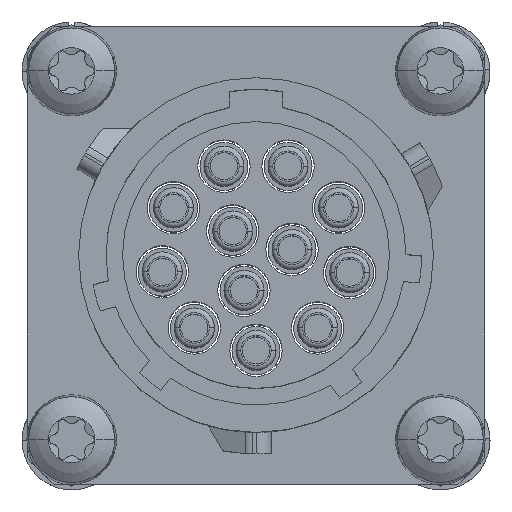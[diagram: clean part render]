
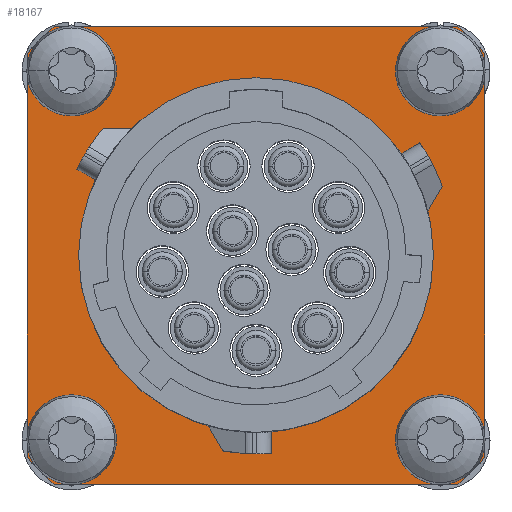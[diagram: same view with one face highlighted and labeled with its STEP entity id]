
A CAD part, top view. The second image highlights one B-rep face of the part: STEP entity #18167.
In plain terms, the highlighted planar face has unit normal (0, 0, 1).
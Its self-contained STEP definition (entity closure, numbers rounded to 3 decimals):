
#16086=CARTESIAN_POINT('',(-9.955,11.505,21.6));
#16087=VERTEX_POINT('',#16086);
#16103=CARTESIAN_POINT('',(-13.055,11.505,21.6));
#16104=VERTEX_POINT('',#16103);
#16111=CARTESIAN_POINT('',(-11.505,11.505,21.6));
#16112=DIRECTION('',(0.0,0.0,1.0));
#16113=DIRECTION('',(-1.0,0.0,0.0));
#16114=AXIS2_PLACEMENT_3D('',#16111,#16112,#16113);
#16115=CIRCLE('',#16114,1.55);
#16116=EDGE_CURVE('',#16104,#16087,#16115,.T.);
#16128=CARTESIAN_POINT('',(-9.955,-11.505,21.6));
#16129=VERTEX_POINT('',#16128);
#16145=CARTESIAN_POINT('',(-13.055,-11.505,21.6));
#16146=VERTEX_POINT('',#16145);
#16153=CARTESIAN_POINT('',(-11.505,-11.505,21.6));
#16154=DIRECTION('',(0.0,0.0,1.0));
#16155=DIRECTION('',(-1.0,0.0,0.0));
#16156=AXIS2_PLACEMENT_3D('',#16153,#16154,#16155);
#16157=CIRCLE('',#16156,1.55);
#16158=EDGE_CURVE('',#16146,#16129,#16157,.T.);
#16170=CARTESIAN_POINT('',(13.055,-11.505,21.6));
#16171=VERTEX_POINT('',#16170);
#16187=CARTESIAN_POINT('',(9.955,-11.505,21.6));
#16188=VERTEX_POINT('',#16187);
#16195=CARTESIAN_POINT('',(11.505,-11.505,21.6));
#16196=DIRECTION('',(0.0,0.0,1.0));
#16197=DIRECTION('',(-1.0,0.0,0.0));
#16198=AXIS2_PLACEMENT_3D('',#16195,#16196,#16197);
#16199=CIRCLE('',#16198,1.55);
#16200=EDGE_CURVE('',#16188,#16171,#16199,.T.);
#16212=CARTESIAN_POINT('',(13.055,11.505,21.6));
#16213=VERTEX_POINT('',#16212);
#16229=CARTESIAN_POINT('',(9.955,11.505,21.6));
#16230=VERTEX_POINT('',#16229);
#16237=CARTESIAN_POINT('',(11.505,11.505,21.6));
#16238=DIRECTION('',(0.0,0.0,1.0));
#16239=DIRECTION('',(-1.0,0.0,0.0));
#16240=AXIS2_PLACEMENT_3D('',#16237,#16238,#16239);
#16241=CIRCLE('',#16240,1.55);
#16242=EDGE_CURVE('',#16230,#16213,#16241,.T.);
#17119=CARTESIAN_POINT('',(-11.07,0.,21.6));
#17120=VERTEX_POINT('',#17119);
#17129=CARTESIAN_POINT('',(11.07,0.,21.6));
#17130=VERTEX_POINT('',#17129);
#17131=CARTESIAN_POINT('',(0.,0.,21.6));
#17132=DIRECTION('',(0.0,0.0,-1.0));
#17133=DIRECTION('',(1.0,0.0,0.0));
#17134=AXIS2_PLACEMENT_3D('',#17131,#17132,#17133);
#17135=CIRCLE('',#17134,11.07);
#17136=EDGE_CURVE('',#17130,#17120,#17135,.T.);
#17618=CARTESIAN_POINT('',(0.,0.,21.6));
#17619=DIRECTION('',(0.0,0.0,-1.0));
#17620=DIRECTION('',(1.0,0.0,0.0));
#17621=AXIS2_PLACEMENT_3D('',#17618,#17619,#17620);
#17622=CIRCLE('',#17621,11.07);
#17623=EDGE_CURVE('',#17120,#17130,#17622,.T.);
#18048=CARTESIAN_POINT('',(15.713,-15.713,21.6));
#18049=DIRECTION('',(0.0,0.0,-1.0));
#18050=DIRECTION('',(-1.0,0.0,0.0));
#18051=AXIS2_PLACEMENT_3D('',#18048,#18049,#18050);
#18052=PLANE('',#18051);
#18053=CARTESIAN_POINT('',(-14.285,12.603,21.6));
#18054=VERTEX_POINT('',#18053);
#18055=CARTESIAN_POINT('',(-12.603,14.285,21.6));
#18056=VERTEX_POINT('',#18055);
#18057=CARTESIAN_POINT('',(0.,0.,21.6));
#18058=DIRECTION('',(0.0,0.0,-1.0));
#18059=DIRECTION('',(-0.75,0.662,0.0));
#18060=AXIS2_PLACEMENT_3D('',#18057,#18058,#18059);
#18061=CIRCLE('',#18060,19.05);
#18062=EDGE_CURVE('',#18054,#18056,#18061,.T.);
#18063=ORIENTED_EDGE('',*,*,#18062,.F.);
#18064=CARTESIAN_POINT('',(-14.285,-12.603,21.6));
#18065=VERTEX_POINT('',#18064);
#18066=CARTESIAN_POINT('',(-14.285,-12.603,21.6));
#18067=DIRECTION('',(0.0,1.0,0.0));
#18068=VECTOR('',#18067,25.206);
#18069=LINE('',#18066,#18068);
#18070=EDGE_CURVE('',#18065,#18054,#18069,.T.);
#18071=ORIENTED_EDGE('',*,*,#18070,.F.);
#18072=CARTESIAN_POINT('',(-12.603,-14.285,21.6));
#18073=VERTEX_POINT('',#18072);
#18074=CARTESIAN_POINT('',(0.,0.,21.6));
#18075=DIRECTION('',(0.0,0.0,-1.0));
#18076=DIRECTION('',(-0.662,-0.75,0.0));
#18077=AXIS2_PLACEMENT_3D('',#18074,#18075,#18076);
#18078=CIRCLE('',#18077,19.05);
#18079=EDGE_CURVE('',#18073,#18065,#18078,.T.);
#18080=ORIENTED_EDGE('',*,*,#18079,.F.);
#18081=CARTESIAN_POINT('',(12.603,-14.285,21.6));
#18082=VERTEX_POINT('',#18081);
#18083=CARTESIAN_POINT('',(12.603,-14.285,21.6));
#18084=DIRECTION('',(-1.0,0.0,0.0));
#18085=VECTOR('',#18084,25.206);
#18086=LINE('',#18083,#18085);
#18087=EDGE_CURVE('',#18082,#18073,#18086,.T.);
#18088=ORIENTED_EDGE('',*,*,#18087,.F.);
#18089=CARTESIAN_POINT('',(14.285,-12.603,21.6));
#18090=VERTEX_POINT('',#18089);
#18091=CARTESIAN_POINT('',(0.,0.,21.6));
#18092=DIRECTION('',(0.0,0.0,-1.0));
#18093=DIRECTION('',(0.75,-0.662,0.0));
#18094=AXIS2_PLACEMENT_3D('',#18091,#18092,#18093);
#18095=CIRCLE('',#18094,19.05);
#18096=EDGE_CURVE('',#18090,#18082,#18095,.T.);
#18097=ORIENTED_EDGE('',*,*,#18096,.F.);
#18098=CARTESIAN_POINT('',(14.285,12.603,21.6));
#18099=VERTEX_POINT('',#18098);
#18100=CARTESIAN_POINT('',(14.285,12.603,21.6));
#18101=DIRECTION('',(0.0,-1.0,0.0));
#18102=VECTOR('',#18101,25.206);
#18103=LINE('',#18100,#18102);
#18104=EDGE_CURVE('',#18099,#18090,#18103,.T.);
#18105=ORIENTED_EDGE('',*,*,#18104,.F.);
#18106=CARTESIAN_POINT('',(12.603,14.285,21.6));
#18107=VERTEX_POINT('',#18106);
#18108=CARTESIAN_POINT('',(0.,0.,21.6));
#18109=DIRECTION('',(0.0,0.0,-1.0));
#18110=DIRECTION('',(0.662,0.75,0.0));
#18111=AXIS2_PLACEMENT_3D('',#18108,#18109,#18110);
#18112=CIRCLE('',#18111,19.05);
#18113=EDGE_CURVE('',#18107,#18099,#18112,.T.);
#18114=ORIENTED_EDGE('',*,*,#18113,.F.);
#18115=CARTESIAN_POINT('',(-12.603,14.285,21.6));
#18116=DIRECTION('',(1.0,0.0,0.0));
#18117=VECTOR('',#18116,25.206);
#18118=LINE('',#18115,#18117);
#18119=EDGE_CURVE('',#18056,#18107,#18118,.T.);
#18120=ORIENTED_EDGE('',*,*,#18119,.F.);
#18121=EDGE_LOOP('',(#18063,#18071,#18080,#18088,#18097,#18105,#18114,#18120));
#18122=FACE_OUTER_BOUND('',#18121,.T.);
#18123=ORIENTED_EDGE('',*,*,#17136,.T.);
#18124=ORIENTED_EDGE('',*,*,#17623,.T.);
#18125=EDGE_LOOP('',(#18123,#18124));
#18126=FACE_BOUND('',#18125,.T.);
#18127=ORIENTED_EDGE('',*,*,#16242,.F.);
#18128=CARTESIAN_POINT('',(11.505,11.505,21.6));
#18129=DIRECTION('',(0.0,0.0,1.0));
#18130=DIRECTION('',(-1.0,0.0,0.0));
#18131=AXIS2_PLACEMENT_3D('',#18128,#18129,#18130);
#18132=CIRCLE('',#18131,1.55);
#18133=EDGE_CURVE('',#16213,#16230,#18132,.T.);
#18134=ORIENTED_EDGE('',*,*,#18133,.F.);
#18135=EDGE_LOOP('',(#18127,#18134));
#18136=FACE_BOUND('',#18135,.T.);
#18137=ORIENTED_EDGE('',*,*,#16200,.F.);
#18138=CARTESIAN_POINT('',(11.505,-11.505,21.6));
#18139=DIRECTION('',(0.0,0.0,1.0));
#18140=DIRECTION('',(-1.0,0.0,0.0));
#18141=AXIS2_PLACEMENT_3D('',#18138,#18139,#18140);
#18142=CIRCLE('',#18141,1.55);
#18143=EDGE_CURVE('',#16171,#16188,#18142,.T.);
#18144=ORIENTED_EDGE('',*,*,#18143,.F.);
#18145=EDGE_LOOP('',(#18137,#18144));
#18146=FACE_BOUND('',#18145,.T.);
#18147=ORIENTED_EDGE('',*,*,#16158,.F.);
#18148=CARTESIAN_POINT('',(-11.505,-11.505,21.6));
#18149=DIRECTION('',(0.0,0.0,1.0));
#18150=DIRECTION('',(-1.0,0.0,0.0));
#18151=AXIS2_PLACEMENT_3D('',#18148,#18149,#18150);
#18152=CIRCLE('',#18151,1.55);
#18153=EDGE_CURVE('',#16129,#16146,#18152,.T.);
#18154=ORIENTED_EDGE('',*,*,#18153,.F.);
#18155=EDGE_LOOP('',(#18147,#18154));
#18156=FACE_BOUND('',#18155,.T.);
#18157=ORIENTED_EDGE('',*,*,#16116,.F.);
#18158=CARTESIAN_POINT('',(-11.505,11.505,21.6));
#18159=DIRECTION('',(0.0,0.0,1.0));
#18160=DIRECTION('',(-1.0,0.0,0.0));
#18161=AXIS2_PLACEMENT_3D('',#18158,#18159,#18160);
#18162=CIRCLE('',#18161,1.55);
#18163=EDGE_CURVE('',#16087,#16104,#18162,.T.);
#18164=ORIENTED_EDGE('',*,*,#18163,.F.);
#18165=EDGE_LOOP('',(#18157,#18164));
#18166=FACE_BOUND('',#18165,.T.);
#18167=ADVANCED_FACE('',(#18122,#18126,#18136,#18146,#18156,#18166),#18052,.F.);
